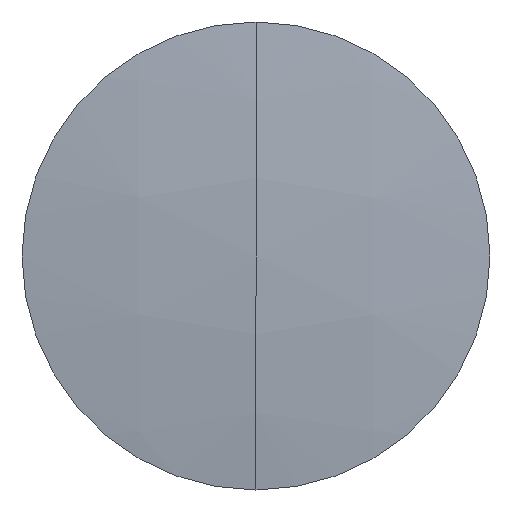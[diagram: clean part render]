
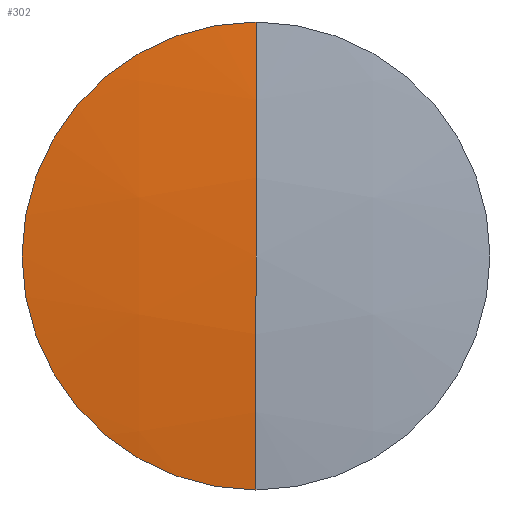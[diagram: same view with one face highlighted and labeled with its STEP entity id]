
A CAD part, left-side view. The second image highlights one B-rep face of the part: STEP entity #302.
In plain terms, the highlighted spherical face has radius 39.084 mm.
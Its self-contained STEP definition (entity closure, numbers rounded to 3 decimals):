
#6 = DIRECTION ( 'NONE',  ( 0., 0., 1. ) ) ;
#11 = DIRECTION ( 'NONE',  ( -1., 0., 0. ) ) ;
#20 = SPHERICAL_SURFACE ( 'NONE', #60, 39.084 ) ;
#27 = FACE_OUTER_BOUND ( 'NONE', #81, .T. ) ;
#28 = VERTEX_POINT ( 'NONE', #76 ) ;
#45 = DIRECTION ( 'NONE',  ( 0., 0., -1. ) ) ;
#60 = AXIS2_PLACEMENT_3D ( 'NONE', #147, #114, #126 ) ;
#76 = CARTESIAN_POINT ( 'NONE',  ( 6.636, 0., 0. ) ) ;
#81 = EDGE_LOOP ( 'NONE', ( #178, #98, #99 ) ) ;
#98 = ORIENTED_EDGE ( 'NONE', *, *, #303, .T. ) ;
#99 = ORIENTED_EDGE ( 'NONE', *, *, #163, .F. ) ;
#108 = DIRECTION ( 'NONE',  ( 0., -1., 0. ) ) ;
#114 = DIRECTION ( 'NONE',  ( 0., 1., 0. ) ) ;
#120 = CIRCLE ( 'NONE', #135, 5. ) ;
#126 = DIRECTION ( 'NONE',  ( 0., 0., 1. ) ) ;
#135 = AXIS2_PLACEMENT_3D ( 'NONE', #213, #11, #6 ) ;
#136 = CARTESIAN_POINT ( 'NONE',  ( 6.958, 0., 5. ) ) ;
#147 = CARTESIAN_POINT ( 'NONE',  ( 45.72, 0., 0. ) ) ;
#156 = VERTEX_POINT ( 'NONE', #243 ) ;
#163 = EDGE_CURVE ( 'NONE', #335, #28, #207, .T. ) ;
#178 = ORIENTED_EDGE ( 'NONE', *, *, #240, .T. ) ;
#180 = DIRECTION ( 'NONE',  ( 0., 1., 0. ) ) ;
#197 = CARTESIAN_POINT ( 'NONE',  ( 45.72, 0., 0. ) ) ;
#201 = DIRECTION ( 'NONE',  ( 0., 0., 1. ) ) ;
#207 = CIRCLE ( 'NONE', #300, 39.084 ) ;
#213 = CARTESIAN_POINT ( 'NONE',  ( 6.958, 0., 0. ) ) ;
#221 = CIRCLE ( 'NONE', #337, 39.084 ) ;
#240 = EDGE_CURVE ( 'NONE', #335, #156, #120, .T. ) ;
#243 = CARTESIAN_POINT ( 'NONE',  ( 6.958, 0., -5. ) ) ;
#299 = CARTESIAN_POINT ( 'NONE',  ( 45.72, 0., 0. ) ) ;
#300 = AXIS2_PLACEMENT_3D ( 'NONE', #197, #108, #45 ) ;
#302 = ADVANCED_FACE ( 'NONE', ( #27 ), #20, .T. ) ;
#303 = EDGE_CURVE ( 'NONE', #156, #28, #221, .T. ) ;
#335 = VERTEX_POINT ( 'NONE', #136 ) ;
#337 = AXIS2_PLACEMENT_3D ( 'NONE', #299, #180, #201 ) ;
